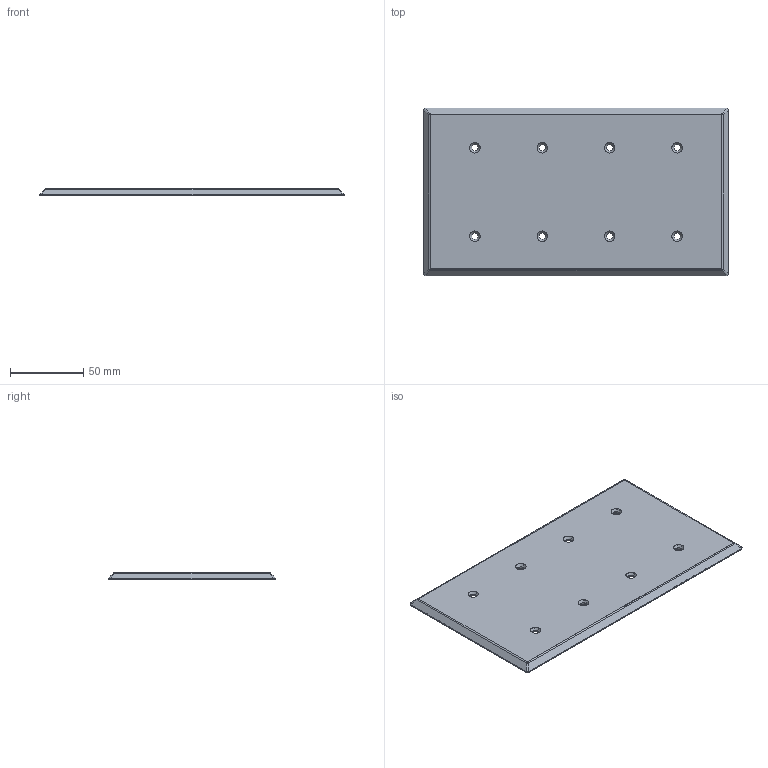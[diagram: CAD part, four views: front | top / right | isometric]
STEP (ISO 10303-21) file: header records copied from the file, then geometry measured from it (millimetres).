
FILE_DESCRIPTION (( 'STEP AP203' ), '1' );
FILE_NAME ('ORC5929-M01.STEP', '2025-01-23T14:44:38', ( '' ), ( '' ), 'SwSTEP 2.0', 'SolidWorks 2024', '' );
FILE_SCHEMA (( 'CONFIG_CONTROL_DESIGN' ));
Length unit declared in the file: inch
Products named in the file (1): ORC5929-M01
Bounding box: 207.95 x 114.3 x 4.75 mm (x, y, z)
Volume: 20165.2 mm3; surface area: 50331.7 mm2
Topology: 1 solids, 1 shells, 678 faces, 1762 edges, 1158 vertices
Faces by surface type: plane 348, bspline 233, cylinder 61, cone 36
Entity records: 31539 total; most frequent: CARTESIAN_POINT 16383, ORIENTED_EDGE 3524, DIRECTION 2306, EDGE_CURVE 1762, VERTEX_POINT 1158, VECTOR 1120, LINE 1120, EDGE_LOOP 766
